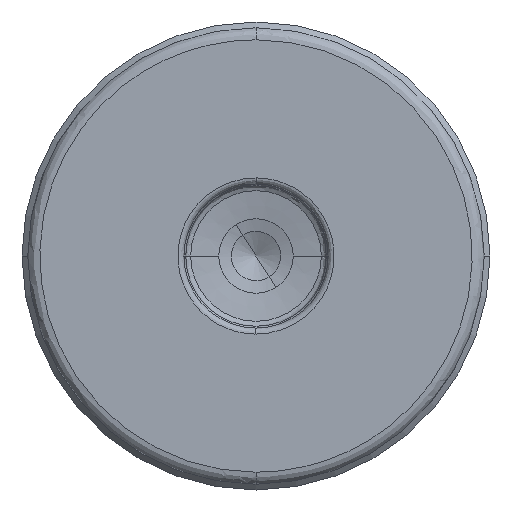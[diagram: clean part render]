
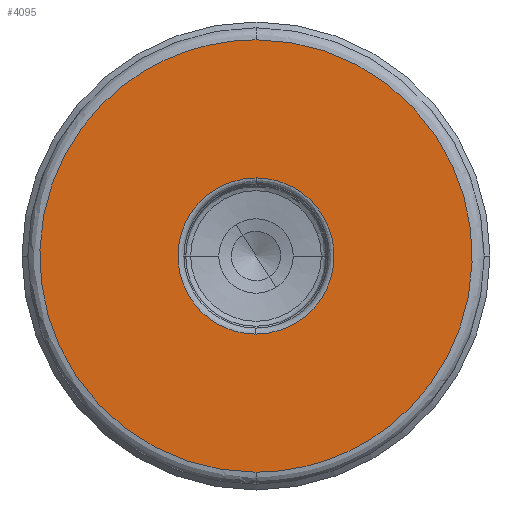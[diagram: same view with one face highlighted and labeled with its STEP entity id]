
A CAD part, front view. The second image highlights one B-rep face of the part: STEP entity #4095.
In plain terms, the highlighted planar face has unit normal (0, -1, 0).
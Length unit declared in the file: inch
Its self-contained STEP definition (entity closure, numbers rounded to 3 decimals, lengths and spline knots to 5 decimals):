
#41 =( BOUNDED_CURVE ( )  B_SPLINE_CURVE ( 3, ( #2240, #5447, #6592, #3394 ),
 .UNSPECIFIED., .F., .F. ) 
 B_SPLINE_CURVE_WITH_KNOTS ( ( 4, 4 ),
 ( 0.5, 1. ),
 .UNSPECIFIED. ) 
 CURVE ( )  GEOMETRIC_REPRESENTATION_ITEM ( )  RATIONAL_B_SPLINE_CURVE ( ( 1., 0.333, 0.333, 1. ) ) 
 REPRESENTATION_ITEM ( '' )  );
#534 = VERTEX_POINT ( 'NONE', #5514 ) ;
#651 = AXIS2_PLACEMENT_3D ( 'NONE', #1514, #4188, #983 ) ;
#830 =( BOUNDED_CURVE ( )  B_SPLINE_CURVE ( 3, ( #2619, #986, #4220, #1007 ),
 .UNSPECIFIED., .F., .F. ) 
 B_SPLINE_CURVE_WITH_KNOTS ( ( 4, 4 ),
 ( 0., 0.5 ),
 .UNSPECIFIED. ) 
 CURVE ( )  GEOMETRIC_REPRESENTATION_ITEM ( )  RATIONAL_B_SPLINE_CURVE ( ( 1., 0.333, 0.333, 1. ) ) 
 REPRESENTATION_ITEM ( '' )  );
#917 = ORIENTED_EDGE ( 'NONE', *, *, #2882, .F. ) ;
#983 = DIRECTION ( 'NONE',  ( 0., 0., 1. ) ) ;
#986 = CARTESIAN_POINT ( 'NONE',  ( 2.25464, 0.28733, 1.83581 ) ) ;
#1007 = CARTESIAN_POINT ( 'NONE',  ( 0.83732, 0.28733, 0.41848 ) ) ;
#1027 = CARTESIAN_POINT ( 'NONE',  ( 1.34913, 0.28733, 1.38305 ) ) ;
#1209 = ORIENTED_EDGE ( 'NONE', *, *, #5785, .F. ) ;
#1254 = CARTESIAN_POINT ( 'NONE',  ( 0.32551, 0.28733, 0.87124 ) ) ;
#1514 = CARTESIAN_POINT ( 'NONE',  ( 1.58535, 0.28733, 1.12715 ) ) ;
#1612 = ORIENTED_EDGE ( 'NONE', *, *, #3807, .F. ) ;
#1948 = VERTEX_POINT ( 'NONE', #6575 ) ;
#2104 = VERTEX_POINT ( 'NONE', #6408 ) ;
#2230 =( BOUNDED_CURVE ( )  B_SPLINE_CURVE ( 3, ( #3382, #6047, #1254, #4996 ),
 .UNSPECIFIED., .F., .F. ) 
 B_SPLINE_CURVE_WITH_KNOTS ( ( 4, 4 ),
 ( 0., 0.5 ),
 .UNSPECIFIED. ) 
 CURVE ( )  GEOMETRIC_REPRESENTATION_ITEM ( )  RATIONAL_B_SPLINE_CURVE ( ( 1., 0.333, 0.333, 1. ) ) 
 REPRESENTATION_ITEM ( '' )  );
#2240 = CARTESIAN_POINT ( 'NONE',  ( 0.83732, 0.28733, 0.41848 ) ) ;
#2562 = FACE_BOUND ( 'NONE', #6877, .T. ) ;
#2619 = CARTESIAN_POINT ( 'NONE',  ( 0.83732, 0.28733, 1.83581 ) ) ;
#2882 = EDGE_CURVE ( 'NONE', #1948, #2104, #830, .T. ) ;
#3382 = CARTESIAN_POINT ( 'NONE',  ( 0.83732, 0.28733, 1.38305 ) ) ;
#3394 = CARTESIAN_POINT ( 'NONE',  ( 0.83732, 0.28733, 1.83581 ) ) ;
#3462 = EDGE_CURVE ( 'NONE', #3827, #534, #5409, .T. ) ;
#3688 = CARTESIAN_POINT ( 'NONE',  ( 0.83732, 0.28733, 0.87124 ) ) ;
#3807 = EDGE_CURVE ( 'NONE', #2104, #1948, #41, .T. ) ;
#3827 = VERTEX_POINT ( 'NONE', #5981 ) ;
#4095 = ADVANCED_FACE ( 'NONE', ( #2562, #6466 ), #5789, .F. ) ;
#4188 = DIRECTION ( 'NONE',  ( 0., 1., 0. ) ) ;
#4220 = CARTESIAN_POINT ( 'NONE',  ( 2.25464, 0.28733, 0.41848 ) ) ;
#4358 = EDGE_LOOP ( 'NONE', ( #917, #1612 ) ) ;
#4777 = CARTESIAN_POINT ( 'NONE',  ( 0.83732, 0.28733, 1.38305 ) ) ;
#4996 = CARTESIAN_POINT ( 'NONE',  ( 0.83732, 0.28733, 0.87124 ) ) ;
#5365 = ORIENTED_EDGE ( 'NONE', *, *, #3462, .F. ) ;
#5409 =( BOUNDED_CURVE ( )  B_SPLINE_CURVE ( 3, ( #3688, #6896, #1027, #4777 ),
 .UNSPECIFIED., .F., .F. ) 
 B_SPLINE_CURVE_WITH_KNOTS ( ( 4, 4 ),
 ( 0.5, 1. ),
 .UNSPECIFIED. ) 
 CURVE ( )  GEOMETRIC_REPRESENTATION_ITEM ( )  RATIONAL_B_SPLINE_CURVE ( ( 1., 0.333, 0.333, 1. ) ) 
 REPRESENTATION_ITEM ( '' )  );
#5447 = CARTESIAN_POINT ( 'NONE',  ( -0.58001, 0.28733, 0.41848 ) ) ;
#5514 = CARTESIAN_POINT ( 'NONE',  ( 0.83732, 0.28733, 1.38305 ) ) ;
#5785 = EDGE_CURVE ( 'NONE', #534, #3827, #2230, .T. ) ;
#5789 = PLANE ( 'NONE',  #651 ) ;
#5981 = CARTESIAN_POINT ( 'NONE',  ( 0.83732, 0.28733, 0.87124 ) ) ;
#6047 = CARTESIAN_POINT ( 'NONE',  ( 0.32551, 0.28733, 1.38305 ) ) ;
#6408 = CARTESIAN_POINT ( 'NONE',  ( 0.83732, 0.28733, 0.41848 ) ) ;
#6466 = FACE_OUTER_BOUND ( 'NONE', #4358, .T. ) ;
#6575 = CARTESIAN_POINT ( 'NONE',  ( 0.83732, 0.28733, 1.83581 ) ) ;
#6592 = CARTESIAN_POINT ( 'NONE',  ( -0.58001, 0.28733, 1.83581 ) ) ;
#6877 = EDGE_LOOP ( 'NONE', ( #1209, #5365 ) ) ;
#6896 = CARTESIAN_POINT ( 'NONE',  ( 1.34913, 0.28733, 0.87124 ) ) ;
